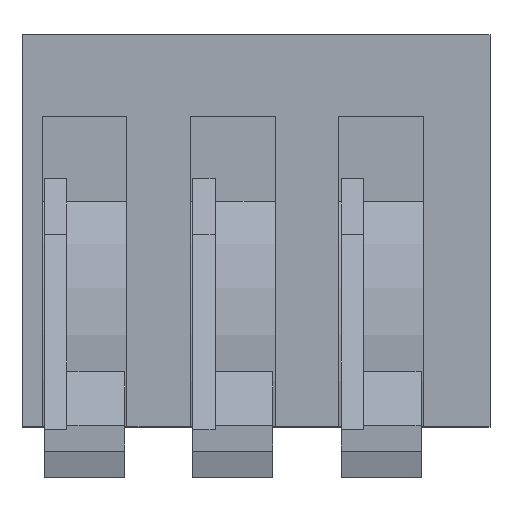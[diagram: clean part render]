
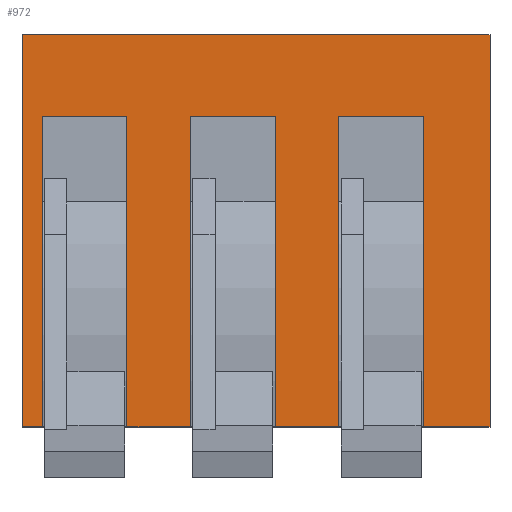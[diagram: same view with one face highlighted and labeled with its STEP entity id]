
A CAD part, top view. The second image highlights one B-rep face of the part: STEP entity #972.
In plain terms, the highlighted planar face has unit normal (0, 0, 1).
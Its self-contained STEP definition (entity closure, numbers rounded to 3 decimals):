
#895=AXIS2_PLACEMENT_3D('Plane Axis2P3D',#892,#893,#894) ;
#145=CARTESIAN_POINT('Vertex',(17.075,3.452,37.13)) ;
#148=CARTESIAN_POINT('Line Origine',(17.075,13.927,37.13)) ;
#152=CARTESIAN_POINT('Vertex',(17.075,24.402,37.13)) ;
#174=CARTESIAN_POINT('Line Origine',(14.225,24.402,37.13)) ;
#178=CARTESIAN_POINT('Vertex',(11.375,24.402,37.13)) ;
#200=CARTESIAN_POINT('Line Origine',(11.375,13.927,37.13)) ;
#204=CARTESIAN_POINT('Vertex',(11.375,3.452,37.13)) ;
#239=CARTESIAN_POINT('Vertex',(21.375,3.452,37.13)) ;
#242=CARTESIAN_POINT('Line Origine',(19.225,3.452,37.13)) ;
#247=CARTESIAN_POINT('Line Origine',(9.225,3.452,37.13)) ;
#251=CARTESIAN_POINT('Vertex',(7.075,3.452,37.13)) ;
#272=CARTESIAN_POINT('Vertex',(1.375,3.452,37.13)) ;
#275=CARTESIAN_POINT('Line Origine',(0.688,3.452,37.13)) ;
#279=CARTESIAN_POINT('Vertex',(0.,3.452,37.13)) ;
#300=CARTESIAN_POINT('Vertex',(31.575,3.452,37.13)) ;
#303=CARTESIAN_POINT('Line Origine',(29.325,3.452,37.13)) ;
#307=CARTESIAN_POINT('Vertex',(27.075,3.452,37.13)) ;
#892=CARTESIAN_POINT('Axis2P3D Location',(-9.8,3.452,37.13)) ;
#897=CARTESIAN_POINT('Line Origine',(1.375,13.927,37.13)) ;
#901=CARTESIAN_POINT('Vertex',(1.375,24.402,37.13)) ;
#904=CARTESIAN_POINT('Line Origine',(4.225,24.402,37.13)) ;
#908=CARTESIAN_POINT('Vertex',(7.075,24.402,37.13)) ;
#911=CARTESIAN_POINT('Line Origine',(7.075,13.927,37.13)) ;
#916=CARTESIAN_POINT('Line Origine',(21.375,13.927,37.13)) ;
#920=CARTESIAN_POINT('Vertex',(21.375,24.402,37.13)) ;
#923=CARTESIAN_POINT('Line Origine',(24.225,24.402,37.13)) ;
#927=CARTESIAN_POINT('Vertex',(27.075,24.402,37.13)) ;
#930=CARTESIAN_POINT('Line Origine',(27.075,13.927,37.13)) ;
#935=CARTESIAN_POINT('Line Origine',(31.575,16.677,37.13)) ;
#939=CARTESIAN_POINT('Vertex',(31.575,29.902,37.13)) ;
#942=CARTESIAN_POINT('Line Origine',(15.788,29.902,37.13)) ;
#946=CARTESIAN_POINT('Vertex',(0.,29.902,37.13)) ;
#949=CARTESIAN_POINT('Line Origine',(0.,16.677,37.13)) ;
#149=DIRECTION('Vector Direction',(0.,1.,0.)) ;
#175=DIRECTION('Vector Direction',(-1.,0.,0.)) ;
#201=DIRECTION('Vector Direction',(0.,1.,0.)) ;
#243=DIRECTION('Vector Direction',(1.,0.,0.)) ;
#248=DIRECTION('Vector Direction',(1.,0.,0.)) ;
#276=DIRECTION('Vector Direction',(1.,0.,0.)) ;
#304=DIRECTION('Vector Direction',(1.,0.,0.)) ;
#893=DIRECTION('Axis2P3D Direction',(0.,0.,-1.)) ;
#894=DIRECTION('Axis2P3D XDirection',(0.,1.,0.)) ;
#898=DIRECTION('Vector Direction',(0.,1.,0.)) ;
#905=DIRECTION('Vector Direction',(-1.,0.,0.)) ;
#912=DIRECTION('Vector Direction',(0.,1.,0.)) ;
#917=DIRECTION('Vector Direction',(0.,1.,0.)) ;
#924=DIRECTION('Vector Direction',(-1.,0.,0.)) ;
#931=DIRECTION('Vector Direction',(0.,1.,0.)) ;
#936=DIRECTION('Vector Direction',(0.,1.,0.)) ;
#943=DIRECTION('Vector Direction',(1.,0.,0.)) ;
#950=DIRECTION('Vector Direction',(0.,-1.,0.)) ;
#150=VECTOR('Line Direction',#149,1.) ;
#176=VECTOR('Line Direction',#175,1.) ;
#202=VECTOR('Line Direction',#201,1.) ;
#244=VECTOR('Line Direction',#243,1.) ;
#249=VECTOR('Line Direction',#248,1.) ;
#277=VECTOR('Line Direction',#276,1.) ;
#305=VECTOR('Line Direction',#304,1.) ;
#899=VECTOR('Line Direction',#898,1.) ;
#906=VECTOR('Line Direction',#905,1.) ;
#913=VECTOR('Line Direction',#912,1.) ;
#918=VECTOR('Line Direction',#917,1.) ;
#925=VECTOR('Line Direction',#924,1.) ;
#932=VECTOR('Line Direction',#931,1.) ;
#937=VECTOR('Line Direction',#936,1.) ;
#944=VECTOR('Line Direction',#943,1.) ;
#951=VECTOR('Line Direction',#950,1.) ;
#955=ORIENTED_EDGE('',*,*,#281,.T.) ;
#956=ORIENTED_EDGE('',*,*,#903,.T.) ;
#957=ORIENTED_EDGE('',*,*,#910,.F.) ;
#958=ORIENTED_EDGE('',*,*,#915,.F.) ;
#959=ORIENTED_EDGE('',*,*,#253,.T.) ;
#960=ORIENTED_EDGE('',*,*,#206,.T.) ;
#961=ORIENTED_EDGE('',*,*,#180,.F.) ;
#962=ORIENTED_EDGE('',*,*,#154,.F.) ;
#963=ORIENTED_EDGE('',*,*,#246,.T.) ;
#964=ORIENTED_EDGE('',*,*,#922,.T.) ;
#965=ORIENTED_EDGE('',*,*,#929,.F.) ;
#966=ORIENTED_EDGE('',*,*,#934,.F.) ;
#967=ORIENTED_EDGE('',*,*,#309,.T.) ;
#968=ORIENTED_EDGE('',*,*,#941,.T.) ;
#969=ORIENTED_EDGE('',*,*,#948,.F.) ;
#970=ORIENTED_EDGE('',*,*,#953,.T.) ;
#972=ADVANCED_FACE('HOUSING',(#971),#896,.F.) ;
#154=EDGE_CURVE('',#146,#153,#151,.T.) ;
#180=EDGE_CURVE('',#153,#179,#177,.T.) ;
#206=EDGE_CURVE('',#205,#179,#203,.T.) ;
#246=EDGE_CURVE('',#146,#240,#245,.T.) ;
#253=EDGE_CURVE('',#252,#205,#250,.T.) ;
#281=EDGE_CURVE('',#280,#273,#278,.T.) ;
#309=EDGE_CURVE('',#308,#301,#306,.T.) ;
#903=EDGE_CURVE('',#273,#902,#900,.T.) ;
#910=EDGE_CURVE('',#909,#902,#907,.T.) ;
#915=EDGE_CURVE('',#252,#909,#914,.T.) ;
#922=EDGE_CURVE('',#240,#921,#919,.T.) ;
#929=EDGE_CURVE('',#928,#921,#926,.T.) ;
#934=EDGE_CURVE('',#308,#928,#933,.T.) ;
#941=EDGE_CURVE('',#301,#940,#938,.T.) ;
#948=EDGE_CURVE('',#947,#940,#945,.T.) ;
#953=EDGE_CURVE('',#947,#280,#952,.T.) ;
#954=EDGE_LOOP('',(#955,#956,#957,#958,#959,#960,#961,#962,#963,#964,#965,#966,#967,#968,#969,#970)) ;
#971=FACE_OUTER_BOUND('',#954,.T.) ;
#151=LINE('Line',#148,#150) ;
#177=LINE('Line',#174,#176) ;
#203=LINE('Line',#200,#202) ;
#245=LINE('Line',#242,#244) ;
#250=LINE('Line',#247,#249) ;
#278=LINE('Line',#275,#277) ;
#306=LINE('Line',#303,#305) ;
#900=LINE('Line',#897,#899) ;
#907=LINE('Line',#904,#906) ;
#914=LINE('Line',#911,#913) ;
#919=LINE('Line',#916,#918) ;
#926=LINE('Line',#923,#925) ;
#933=LINE('Line',#930,#932) ;
#938=LINE('Line',#935,#937) ;
#945=LINE('Line',#942,#944) ;
#952=LINE('Line',#949,#951) ;
#896=PLANE('',#895) ;
#146=VERTEX_POINT('',#145) ;
#153=VERTEX_POINT('',#152) ;
#179=VERTEX_POINT('',#178) ;
#205=VERTEX_POINT('',#204) ;
#240=VERTEX_POINT('',#239) ;
#252=VERTEX_POINT('',#251) ;
#273=VERTEX_POINT('',#272) ;
#280=VERTEX_POINT('',#279) ;
#301=VERTEX_POINT('',#300) ;
#308=VERTEX_POINT('',#307) ;
#902=VERTEX_POINT('',#901) ;
#909=VERTEX_POINT('',#908) ;
#921=VERTEX_POINT('',#920) ;
#928=VERTEX_POINT('',#927) ;
#940=VERTEX_POINT('',#939) ;
#947=VERTEX_POINT('',#946) ;
